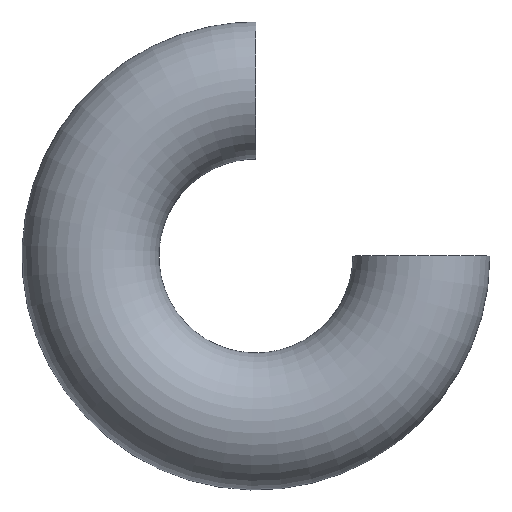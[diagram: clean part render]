
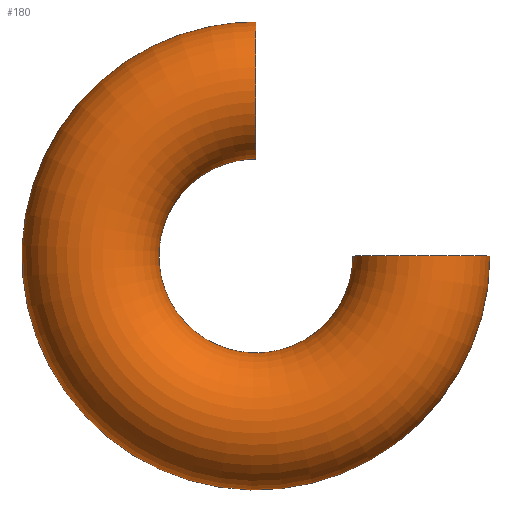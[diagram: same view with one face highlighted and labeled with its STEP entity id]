
A CAD part, top view. The second image highlights one B-rep face of the part: STEP entity #180.
In plain terms, the highlighted toroidal (fillet/blend) face has major radius 100 mm and minor radius 41.421 mm.
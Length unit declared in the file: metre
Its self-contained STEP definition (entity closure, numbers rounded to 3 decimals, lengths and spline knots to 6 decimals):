
#180 = ADVANCED_FACE( '', ( #200, #201, #202 ), #203, .T. );
#200 = FACE_BOUND( '', #210, .T. );
#201 = FACE_OUTER_BOUND( '', #211, .T. );
#202 = FACE_OUTER_BOUND( '', #212, .T. );
#203 = TOROIDAL_SURFACE( '', #213, 0.1, 0.041421 );
#210 = VERTEX_LOOP( '', #223 );
#211 = EDGE_LOOP( '', ( #224 ) );
#212 = EDGE_LOOP( '', ( #225 ) );
#213 = AXIS2_PLACEMENT_3D( '', #226, #227, #228 );
#223 = VERTEX_POINT( '', #231 );
#224 = ORIENTED_EDGE( '', *, *, #230, .F. );
#225 = ORIENTED_EDGE( '', *, *, #229, .T. );
#226 = CARTESIAN_POINT( '', ( 0., 0., 0. ) );
#227 = DIRECTION( '', ( 0., 0., -1. ) );
#228 = DIRECTION( '', ( -1., 0., 0. ) );
#229 = EDGE_CURVE( '', #232, #232, #233, .T. );
#230 = EDGE_CURVE( '', #234, #234, #235, .T. );
#231 = CARTESIAN_POINT( '', ( -0.141421, 0., 0. ) );
#232 = VERTEX_POINT( '', #236 );
#233 = CIRCLE( '', #237, 0.041421 );
#234 = VERTEX_POINT( '', #238 );
#235 = CIRCLE( '', #239, 0.041421 );
#236 = CARTESIAN_POINT( '', ( 0.1, 0., 0.041421 ) );
#237 = AXIS2_PLACEMENT_3D( '', #240, #241, #242 );
#238 = CARTESIAN_POINT( '', ( 0., -0.1, 0.041421 ) );
#239 = AXIS2_PLACEMENT_3D( '', #243, #244, #245 );
#240 = CARTESIAN_POINT( '', ( 0.1, 0., 0. ) );
#241 = DIRECTION( '', ( 0., 1., 0. ) );
#242 = DIRECTION( '', ( 0., 0., 1. ) );
#243 = CARTESIAN_POINT( '', ( 0., -0.1, 0. ) );
#244 = DIRECTION( '', ( 1., 0., 0. ) );
#245 = DIRECTION( '', ( 0., 0., 1. ) );
